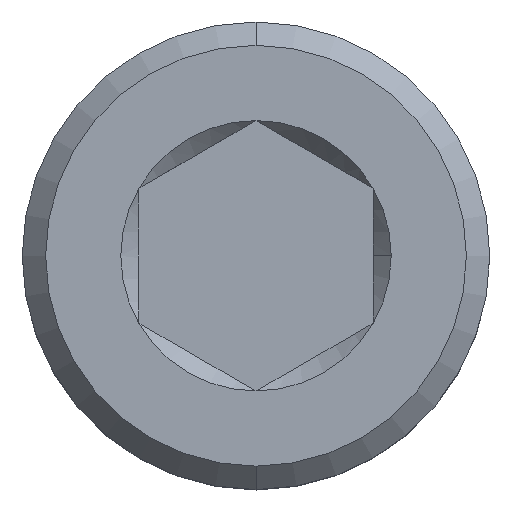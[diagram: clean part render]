
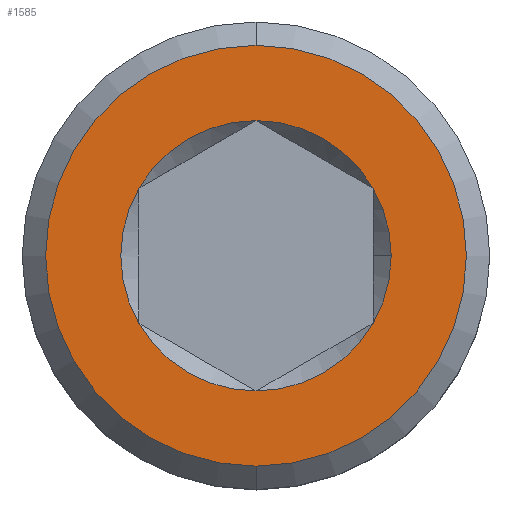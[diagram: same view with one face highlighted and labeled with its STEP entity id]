
A CAD part, top view. The second image highlights one B-rep face of the part: STEP entity #1585.
In plain terms, the highlighted planar face has unit normal (0, 0, 1).
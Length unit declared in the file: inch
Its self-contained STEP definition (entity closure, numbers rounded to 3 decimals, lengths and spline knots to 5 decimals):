
#294 = CARTESIAN_POINT ( 'NONE',  ( 0., -0.09021, 0.845 ) ) ;
#340 = AXIS2_PLACEMENT_3D ( 'NONE', #1245, #6549, #388 ) ;
#388 = DIRECTION ( 'NONE',  ( 0., 1., 0. ) ) ;
#462 = EDGE_CURVE ( 'NONE', #4072, #7854, #3901, .T. ) ;
#568 = EDGE_LOOP ( 'NONE', ( #2926, #8733, #2562, #6920, #9186, #4520, #1311 ) ) ;
#680 = CARTESIAN_POINT ( 'NONE',  ( 0., 0., 0.845 ) ) ;
#699 = CARTESIAN_POINT ( 'NONE',  ( 0., 0., 0.845 ) ) ;
#712 = CARTESIAN_POINT ( 'NONE',  ( 0.09021, 0., 0.845 ) ) ;
#842 = CARTESIAN_POINT ( 'NONE',  ( 0., -0.1404, 0.845 ) ) ;
#940 = CIRCLE ( 'NONE', #4187, 0.1404 ) ;
#988 = CIRCLE ( 'NONE', #8319, 0.09021 ) ;
#990 = ORIENTED_EDGE ( 'NONE', *, *, #8000, .T. ) ;
#1045 = DIRECTION ( 'NONE',  ( 0., 0., 1. ) ) ;
#1054 = CARTESIAN_POINT ( 'NONE',  ( 0., 0.09021, 0.845 ) ) ;
#1164 = CARTESIAN_POINT ( 'NONE',  ( -0.07813, -0.04511, 0.845 ) ) ;
#1245 = CARTESIAN_POINT ( 'NONE',  ( 0., 0.156, 0.845 ) ) ;
#1311 = ORIENTED_EDGE ( 'NONE', *, *, #5240, .F. ) ;
#1327 = CIRCLE ( 'NONE', #7019, 0.09021 ) ;
#1379 = CARTESIAN_POINT ( 'NONE',  ( 0., 0., 0.845 ) ) ;
#1585 = ADVANCED_FACE ( 'NONE', ( #5936, #9713 ), #9617, .F. ) ;
#1614 = DIRECTION ( 'NONE',  ( 0., 1., 0. ) ) ;
#1755 = CARTESIAN_POINT ( 'NONE',  ( 0.07813, -0.04511, 0.845 ) ) ;
#1900 = EDGE_CURVE ( 'NONE', #8870, #9512, #988, .T. ) ;
#2243 = AXIS2_PLACEMENT_3D ( 'NONE', #9476, #7171, #4724 ) ;
#2250 = AXIS2_PLACEMENT_3D ( 'NONE', #7323, #8907, #5745 ) ;
#2562 = ORIENTED_EDGE ( 'NONE', *, *, #7504, .F. ) ;
#2632 = CIRCLE ( 'NONE', #3434, 0.09021 ) ;
#2705 = CARTESIAN_POINT ( 'NONE',  ( -0.07812, 0.04511, 0.845 ) ) ;
#2726 = AXIS2_PLACEMENT_3D ( 'NONE', #5470, #8539, #3986 ) ;
#2732 = CIRCLE ( 'NONE', #7943, 0.1404 ) ;
#2926 = ORIENTED_EDGE ( 'NONE', *, *, #6312, .F. ) ;
#3434 = AXIS2_PLACEMENT_3D ( 'NONE', #680, #6838, #8270 ) ;
#3502 = CARTESIAN_POINT ( 'NONE',  ( 0.07813, 0.04511, 0.845 ) ) ;
#3614 = ORIENTED_EDGE ( 'NONE', *, *, #9622, .T. ) ;
#3839 = DIRECTION ( 'NONE',  ( 1., 0., 0. ) ) ;
#3901 = CIRCLE ( 'NONE', #6177, 0.09021 ) ;
#3986 = DIRECTION ( 'NONE',  ( 1., 0., 0. ) ) ;
#4072 = VERTEX_POINT ( 'NONE', #1755 ) ;
#4187 = AXIS2_PLACEMENT_3D ( 'NONE', #9527, #7844, #1614 ) ;
#4520 = ORIENTED_EDGE ( 'NONE', *, *, #8015, .F. ) ;
#4724 = DIRECTION ( 'NONE',  ( 1., 0., 0. ) ) ;
#4846 = VERTEX_POINT ( 'NONE', #842 ) ;
#4912 = CARTESIAN_POINT ( 'NONE',  ( 0., 0., 0.845 ) ) ;
#4971 = DIRECTION ( 'NONE',  ( 0., 1., 0. ) ) ;
#4990 = CIRCLE ( 'NONE', #2243, 0.09021 ) ;
#5240 = EDGE_CURVE ( 'NONE', #8742, #5758, #2632, .T. ) ;
#5342 = CARTESIAN_POINT ( 'NONE',  ( 0., 0.1404, 0.845 ) ) ;
#5470 = CARTESIAN_POINT ( 'NONE',  ( 0., 0., 0.845 ) ) ;
#5745 = DIRECTION ( 'NONE',  ( 1., 0., 0. ) ) ;
#5758 = VERTEX_POINT ( 'NONE', #1164 ) ;
#5936 = FACE_OUTER_BOUND ( 'NONE', #8557, .T. ) ;
#5966 = DIRECTION ( 'NONE',  ( 1., 0., 0. ) ) ;
#6177 = AXIS2_PLACEMENT_3D ( 'NONE', #1379, #6783, #5966 ) ;
#6312 = EDGE_CURVE ( 'NONE', #9512, #8742, #1327, .T. ) ;
#6471 = CIRCLE ( 'NONE', #2250, 0.09021 ) ;
#6549 = DIRECTION ( 'NONE',  ( 0., 0., -1. ) ) ;
#6754 = DIRECTION ( 'NONE',  ( 0., 0., 1. ) ) ;
#6783 = DIRECTION ( 'NONE',  ( 0., 0., 1. ) ) ;
#6798 = CIRCLE ( 'NONE', #2726, 0.09021 ) ;
#6838 = DIRECTION ( 'NONE',  ( 0., 0., 1. ) ) ;
#6920 = ORIENTED_EDGE ( 'NONE', *, *, #462, .F. ) ;
#7019 = AXIS2_PLACEMENT_3D ( 'NONE', #4912, #1045, #8515 ) ;
#7171 = DIRECTION ( 'NONE',  ( 0., 0., 1. ) ) ;
#7174 = DIRECTION ( 'NONE',  ( 0., 0., 1. ) ) ;
#7323 = CARTESIAN_POINT ( 'NONE',  ( 0., 0., 0.845 ) ) ;
#7504 = EDGE_CURVE ( 'NONE', #7854, #8870, #6798, .T. ) ;
#7844 = DIRECTION ( 'NONE',  ( 0., 0., 1. ) ) ;
#7854 = VERTEX_POINT ( 'NONE', #712 ) ;
#7943 = AXIS2_PLACEMENT_3D ( 'NONE', #9529, #7174, #4971 ) ;
#8000 = EDGE_CURVE ( 'NONE', #4846, #9325, #940, .T. ) ;
#8015 = EDGE_CURVE ( 'NONE', #5758, #9479, #4990, .T. ) ;
#8270 = DIRECTION ( 'NONE',  ( 1., 0., 0. ) ) ;
#8319 = AXIS2_PLACEMENT_3D ( 'NONE', #699, #6754, #3839 ) ;
#8515 = DIRECTION ( 'NONE',  ( 1., 0., 0. ) ) ;
#8539 = DIRECTION ( 'NONE',  ( 0., 0., 1. ) ) ;
#8557 = EDGE_LOOP ( 'NONE', ( #3614, #990 ) ) ;
#8733 = ORIENTED_EDGE ( 'NONE', *, *, #1900, .F. ) ;
#8742 = VERTEX_POINT ( 'NONE', #2705 ) ;
#8870 = VERTEX_POINT ( 'NONE', #3502 ) ;
#8907 = DIRECTION ( 'NONE',  ( 0., 0., 1. ) ) ;
#9186 = ORIENTED_EDGE ( 'NONE', *, *, #9506, .F. ) ;
#9325 = VERTEX_POINT ( 'NONE', #5342 ) ;
#9476 = CARTESIAN_POINT ( 'NONE',  ( 0., 0., 0.845 ) ) ;
#9479 = VERTEX_POINT ( 'NONE', #294 ) ;
#9506 = EDGE_CURVE ( 'NONE', #9479, #4072, #6471, .T. ) ;
#9512 = VERTEX_POINT ( 'NONE', #1054 ) ;
#9527 = CARTESIAN_POINT ( 'NONE',  ( 0., 0., 0.845 ) ) ;
#9529 = CARTESIAN_POINT ( 'NONE',  ( 0., 0., 0.845 ) ) ;
#9617 = PLANE ( 'NONE',  #340 ) ;
#9622 = EDGE_CURVE ( 'NONE', #9325, #4846, #2732, .T. ) ;
#9713 = FACE_BOUND ( 'NONE', #568, .T. ) ;
